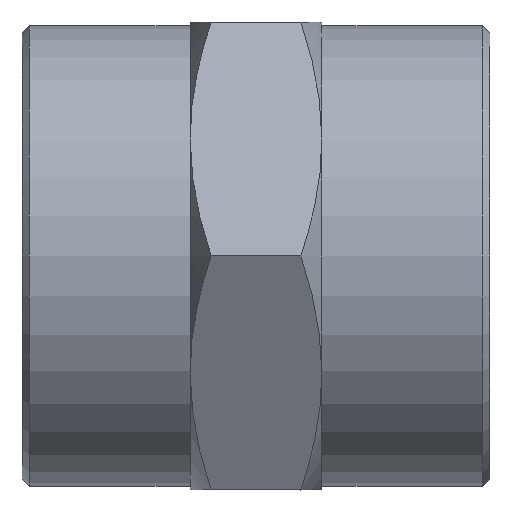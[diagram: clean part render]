
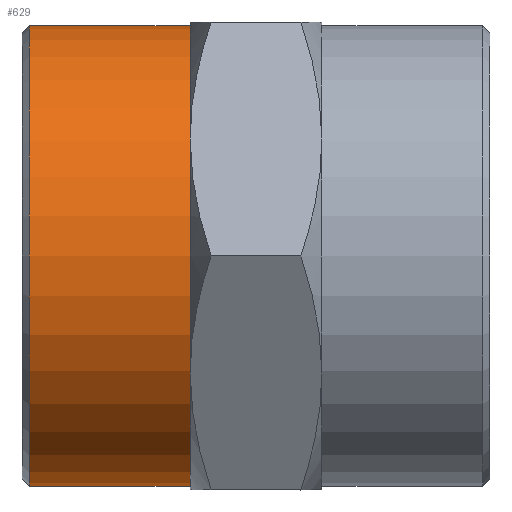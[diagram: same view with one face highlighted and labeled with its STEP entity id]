
A CAD part, left-side view. The second image highlights one B-rep face of the part: STEP entity #629.
In plain terms, the highlighted cylindrical face has radius 15.75 mm (diameter 31.5 mm), a partial arc.
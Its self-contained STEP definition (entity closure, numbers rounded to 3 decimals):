
#80 = CARTESIAN_POINT ( 'NONE',  ( 0., 20.5, 15.75 ) ) ;
#98 = FACE_OUTER_BOUND ( 'NONE', #841, .T. ) ;
#109 = CARTESIAN_POINT ( 'NONE',  ( 0., 31.5, 15.75 ) ) ;
#140 = VECTOR ( 'NONE', #1016, 1000. ) ;
#182 = VECTOR ( 'NONE', #196, 1000. ) ;
#183 = ORIENTED_EDGE ( 'NONE', *, *, #958, .T. ) ;
#196 = DIRECTION ( 'NONE',  ( 0., -1., 0. ) ) ;
#212 = ORIENTED_EDGE ( 'NONE', *, *, #259, .F. ) ;
#259 = EDGE_CURVE ( 'NONE', #820, #645, #434, .T. ) ;
#279 = DIRECTION ( 'NONE',  ( 0., -1., 0. ) ) ;
#289 = DIRECTION ( 'NONE',  ( 0., -1., 0. ) ) ;
#330 = AXIS2_PLACEMENT_3D ( 'NONE', #609, #526, #539 ) ;
#350 = LINE ( 'NONE', #694, #140 ) ;
#353 = CARTESIAN_POINT ( 'NONE',  ( 0., 31.5, 0. ) ) ;
#359 = CARTESIAN_POINT ( 'NONE',  ( 0., 20.5, 0. ) ) ;
#381 = VERTEX_POINT ( 'NONE', #488 ) ;
#385 = AXIS2_PLACEMENT_3D ( 'NONE', #353, #279, #948 ) ;
#434 = CIRCLE ( 'NONE', #696, 15.75 ) ;
#438 = ORIENTED_EDGE ( 'NONE', *, *, #607, .F. ) ;
#457 = LINE ( 'NONE', #109, #182 ) ;
#488 = CARTESIAN_POINT ( 'NONE',  ( 0., 31.5, -15.75 ) ) ;
#521 = CIRCLE ( 'NONE', #385, 15.75 ) ;
#526 = DIRECTION ( 'NONE',  ( 0., -1., 0. ) ) ;
#539 = DIRECTION ( 'NONE',  ( 0., 0., -1. ) ) ;
#543 = ORIENTED_EDGE ( 'NONE', *, *, #908, .T. ) ;
#588 = VERTEX_POINT ( 'NONE', #941 ) ;
#607 = EDGE_CURVE ( 'NONE', #588, #820, #457, .T. ) ;
#609 = CARTESIAN_POINT ( 'NONE',  ( 0., 31.5, 0. ) ) ;
#629 = ADVANCED_FACE ( 'NONE', ( #98 ), #630, .T. ) ;
#630 = CYLINDRICAL_SURFACE ( 'NONE', #330, 15.75 ) ;
#645 = VERTEX_POINT ( 'NONE', #1052 ) ;
#694 = CARTESIAN_POINT ( 'NONE',  ( 0., 31.5, -15.75 ) ) ;
#696 = AXIS2_PLACEMENT_3D ( 'NONE', #359, #289, #873 ) ;
#820 = VERTEX_POINT ( 'NONE', #80 ) ;
#841 = EDGE_LOOP ( 'NONE', ( #438, #183, #543, #212 ) ) ;
#873 = DIRECTION ( 'NONE',  ( 0., 0., -1. ) ) ;
#908 = EDGE_CURVE ( 'NONE', #381, #645, #350, .T. ) ;
#941 = CARTESIAN_POINT ( 'NONE',  ( 0., 31.5, 15.75 ) ) ;
#948 = DIRECTION ( 'NONE',  ( 0., 0., -1. ) ) ;
#958 = EDGE_CURVE ( 'NONE', #588, #381, #521, .T. ) ;
#1016 = DIRECTION ( 'NONE',  ( 0., -1., 0. ) ) ;
#1052 = CARTESIAN_POINT ( 'NONE',  ( 0., 20.5, -15.75 ) ) ;
